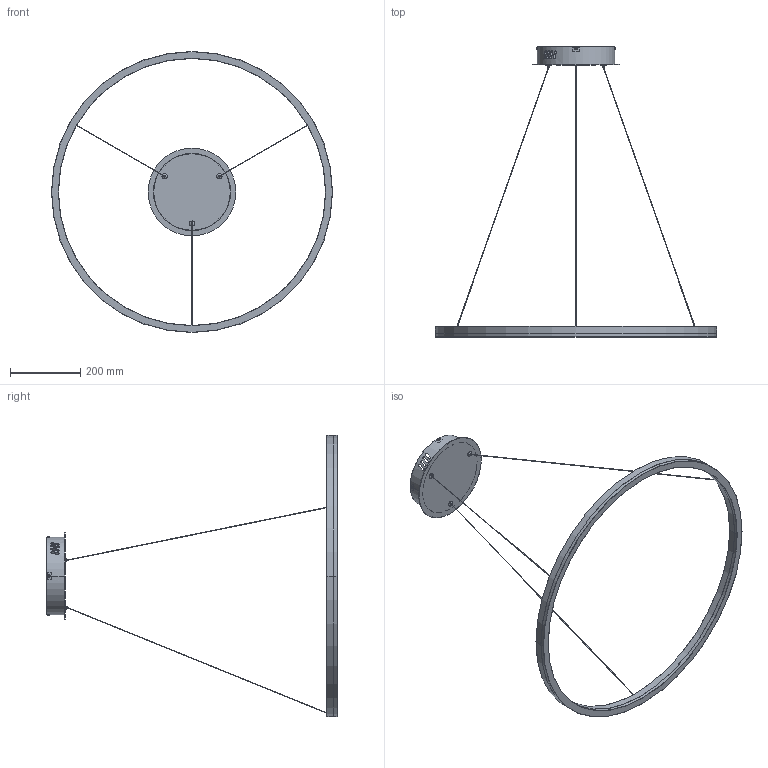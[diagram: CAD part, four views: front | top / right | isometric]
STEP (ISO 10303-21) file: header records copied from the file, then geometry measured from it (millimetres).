
FILE_DESCRIPTION((''),'2;1');
FILE_NAME('XDDD-001_ASM','2023-03-30T23:58:45',('Administrator'),(''),'CREO PARAMETRIC BY PTC INC, 2020053','CREO PARAMETRIC BY PTC INC, 2020053','');
FILE_SCHEMA(('CONFIG_CONTROL_DESIGN'));
Length unit declared in the file: millimetre
Products named in the file (8): XDDD-001-01; XDDD-001-06; TM4X8; XDDD-001-02; XDDD-001-03; XDDD-001-05-800-1; XDDD-001-05-800-2; XDDD-001_ASM
Assembly tree (15 placements, depth 2):
  XDDD-001_ASM
    XDDD-001-01
    XDDD-001-06  x2
    TM4X8  x4
    XDDD-001-02  x3
    XDDD-001-03  x3
    XDDD-001-05-800-1
    XDDD-001-05-800-2
Bounding box: 800 x 827 x 800 mm (x, y, z)
Volume: 1616442.6 mm3; surface area: 540897.1 mm2
Topology: 15 solids, 15 shells, 565 faces, 1458 edges, 934 vertices
Faces by surface type: cylinder 258, plane 193, torus 62, bspline 24, cone 20, sphere 8
Entity records: 11588 total; most frequent: CARTESIAN_POINT 4771, ORIENTED_EDGE 1410, DIRECTION 1361, EDGE_CURVE 705, AXIS2_PLACEMENT_3D 546, VERTEX_POINT 455, EDGE_LOOP 318, VECTOR 269
